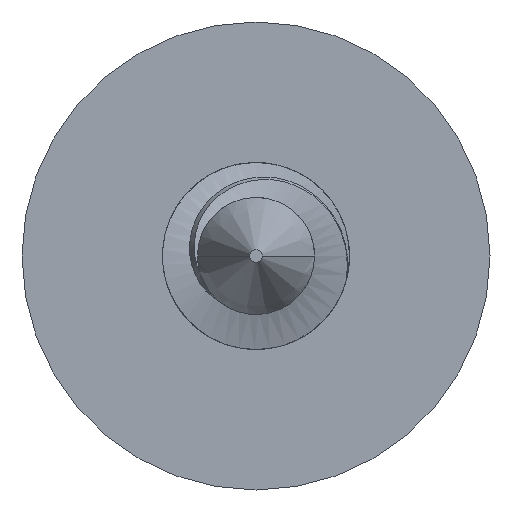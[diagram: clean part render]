
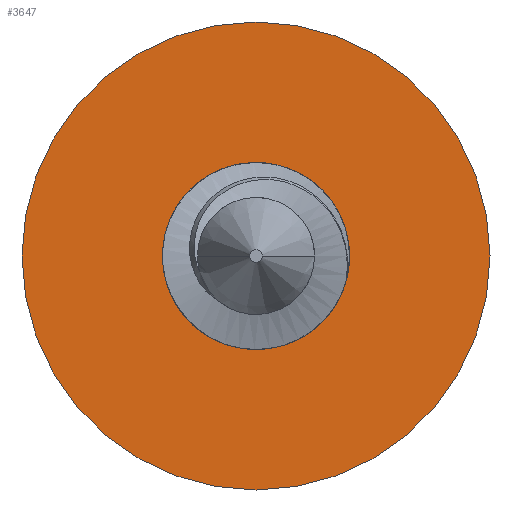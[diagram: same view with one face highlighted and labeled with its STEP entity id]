
A CAD part, front view. The second image highlights one B-rep face of the part: STEP entity #3647.
In plain terms, the highlighted planar face has unit normal (0, -1, 0).
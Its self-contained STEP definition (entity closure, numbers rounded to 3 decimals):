
#7 = FACE_BOUND ( 'NONE', #98, .T. ) ;
#28 = CARTESIAN_POINT ( 'NONE',  ( 0., 48.25, 0. ) ) ;
#68 = CIRCLE ( 'NONE', #1645, 10. ) ;
#98 = EDGE_LOOP ( 'NONE', ( #981, #1553 ) ) ;
#425 = VERTEX_POINT ( 'NONE', #3146 ) ;
#428 = AXIS2_PLACEMENT_3D ( 'NONE', #28, #3929, #2617 ) ;
#479 = CIRCLE ( 'NONE', #2648, 10. ) ;
#627 = EDGE_LOOP ( 'NONE', ( #3969, #2776 ) ) ;
#658 = PLANE ( 'NONE',  #1926 ) ;
#678 = CARTESIAN_POINT ( 'NONE',  ( 3.5, 48.25, 0. ) ) ;
#703 = VERTEX_POINT ( 'NONE', #1445 ) ;
#981 = ORIENTED_EDGE ( 'NONE', *, *, #3726, .T. ) ;
#1006 = CARTESIAN_POINT ( 'NONE',  ( 3.5, 48.25, 0. ) ) ;
#1102 = AXIS2_PLACEMENT_3D ( 'NONE', #2403, #1321, #3360 ) ;
#1321 = DIRECTION ( 'NONE',  ( 0., 1., 0. ) ) ;
#1445 = CARTESIAN_POINT ( 'NONE',  ( 10., 48.25, 0. ) ) ;
#1528 = CIRCLE ( 'NONE', #1102, 3.5 ) ;
#1553 = ORIENTED_EDGE ( 'NONE', *, *, #2570, .T. ) ;
#1645 = AXIS2_PLACEMENT_3D ( 'NONE', #2232, #2962, #3508 ) ;
#1925 = EDGE_CURVE ( 'NONE', #2486, #703, #68, .T. ) ;
#1926 = AXIS2_PLACEMENT_3D ( 'NONE', #1006, #2990, #3884 ) ;
#2160 = EDGE_CURVE ( 'NONE', #703, #2486, #479, .T. ) ;
#2169 = DIRECTION ( 'NONE',  ( 0., 1., 0. ) ) ;
#2232 = CARTESIAN_POINT ( 'NONE',  ( 0., 48.25, 0. ) ) ;
#2266 = CARTESIAN_POINT ( 'NONE',  ( -10., 48.25, 0. ) ) ;
#2403 = CARTESIAN_POINT ( 'NONE',  ( 0., 48.25, 0. ) ) ;
#2486 = VERTEX_POINT ( 'NONE', #2266 ) ;
#2570 = EDGE_CURVE ( 'NONE', #3596, #425, #1528, .T. ) ;
#2617 = DIRECTION ( 'NONE',  ( -1., 0., 0. ) ) ;
#2648 = AXIS2_PLACEMENT_3D ( 'NONE', #3092, #2169, #3779 ) ;
#2659 = FACE_OUTER_BOUND ( 'NONE', #627, .T. ) ;
#2660 = CIRCLE ( 'NONE', #428, 3.5 ) ;
#2776 = ORIENTED_EDGE ( 'NONE', *, *, #2160, .F. ) ;
#2962 = DIRECTION ( 'NONE',  ( 0., 1., 0. ) ) ;
#2990 = DIRECTION ( 'NONE',  ( 0., 1., 0. ) ) ;
#3092 = CARTESIAN_POINT ( 'NONE',  ( 0., 48.25, 0. ) ) ;
#3146 = CARTESIAN_POINT ( 'NONE',  ( -3.5, 48.25, 0. ) ) ;
#3360 = DIRECTION ( 'NONE',  ( -1., 0., 0. ) ) ;
#3508 = DIRECTION ( 'NONE',  ( -1., 0., 0. ) ) ;
#3596 = VERTEX_POINT ( 'NONE', #678 ) ;
#3647 = ADVANCED_FACE ( 'NONE', ( #2659, #7 ), #658, .F. ) ;
#3726 = EDGE_CURVE ( 'NONE', #425, #3596, #2660, .T. ) ;
#3779 = DIRECTION ( 'NONE',  ( -1., 0., 0. ) ) ;
#3884 = DIRECTION ( 'NONE',  ( -1., 0., 0. ) ) ;
#3929 = DIRECTION ( 'NONE',  ( 0., 1., 0. ) ) ;
#3969 = ORIENTED_EDGE ( 'NONE', *, *, #1925, .F. ) ;
